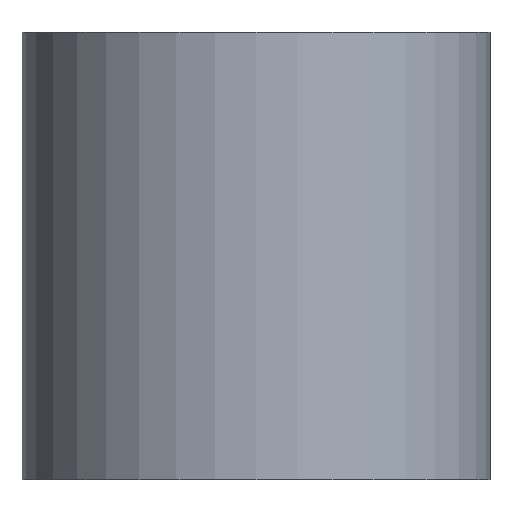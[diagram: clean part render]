
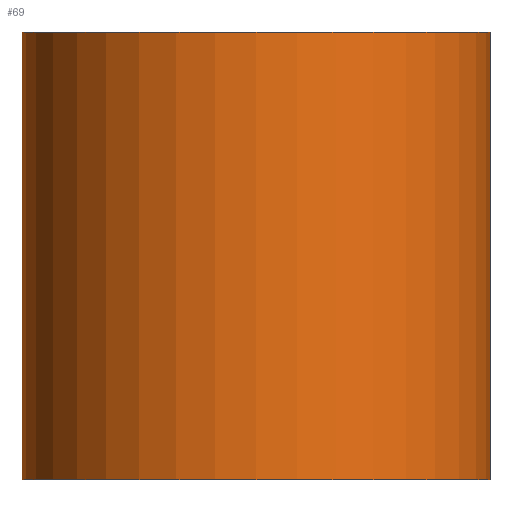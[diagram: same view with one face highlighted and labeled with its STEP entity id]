
A CAD part, front view. The second image highlights one B-rep face of the part: STEP entity #69.
In plain terms, the highlighted cylindrical face has radius 13.6 mm (diameter 27.2 mm), a partial arc.
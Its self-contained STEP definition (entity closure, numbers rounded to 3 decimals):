
#2 = EDGE_CURVE ( 'NONE', #112, #195, #153, .T. ) ;
#5 = DIRECTION ( 'NONE',  ( 1., 0., 0. ) ) ;
#7 = CARTESIAN_POINT ( 'NONE',  ( 0., 0., 26. ) ) ;
#9 = ORIENTED_EDGE ( 'NONE', *, *, #237, .T. ) ;
#12 = ORIENTED_EDGE ( 'NONE', *, *, #254, .F. ) ;
#49 = AXIS2_PLACEMENT_3D ( 'NONE', #334, #202, #71 ) ;
#59 = AXIS2_PLACEMENT_3D ( 'NONE', #7, #321, #5 ) ;
#62 = EDGE_LOOP ( 'NONE', ( #89, #12, #9, #245 ) ) ;
#69 = ADVANCED_FACE ( 'NONE', ( #225 ), #227, .T. ) ;
#71 = DIRECTION ( 'NONE',  ( -1., 0., 0. ) ) ;
#78 = DIRECTION ( 'NONE',  ( 1., 0., 0. ) ) ;
#89 = ORIENTED_EDGE ( 'NONE', *, *, #2, .F. ) ;
#99 = AXIS2_PLACEMENT_3D ( 'NONE', #102, #130, #78 ) ;
#102 = CARTESIAN_POINT ( 'NONE',  ( 0., 0., 0. ) ) ;
#111 = CIRCLE ( 'NONE', #99, 13.6 ) ;
#112 = VERTEX_POINT ( 'NONE', #287 ) ;
#123 = DIRECTION ( 'NONE',  ( 0., 0., -1. ) ) ;
#125 = CIRCLE ( 'NONE', #59, 13.6 ) ;
#130 = DIRECTION ( 'NONE',  ( 0., 0., 1. ) ) ;
#153 = LINE ( 'NONE', #178, #341 ) ;
#178 = CARTESIAN_POINT ( 'NONE',  ( 13.6, 0., 26. ) ) ;
#195 = VERTEX_POINT ( 'NONE', #283 ) ;
#202 = DIRECTION ( 'NONE',  ( 0., 0., -1. ) ) ;
#207 = EDGE_CURVE ( 'NONE', #217, #195, #111, .T. ) ;
#217 = VERTEX_POINT ( 'NONE', #230 ) ;
#225 = FACE_OUTER_BOUND ( 'NONE', #62, .T. ) ;
#227 = CYLINDRICAL_SURFACE ( 'NONE', #49, 13.6 ) ;
#230 = CARTESIAN_POINT ( 'NONE',  ( -13.6, 0., 0. ) ) ;
#237 = EDGE_CURVE ( 'NONE', #274, #217, #293, .T. ) ;
#245 = ORIENTED_EDGE ( 'NONE', *, *, #207, .T. ) ;
#254 = EDGE_CURVE ( 'NONE', #274, #112, #125, .T. ) ;
#263 = CARTESIAN_POINT ( 'NONE',  ( -13.6, 0., 26. ) ) ;
#274 = VERTEX_POINT ( 'NONE', #298 ) ;
#283 = CARTESIAN_POINT ( 'NONE',  ( 13.6, 0., 0. ) ) ;
#287 = CARTESIAN_POINT ( 'NONE',  ( 13.6, 0., 26. ) ) ;
#292 = VECTOR ( 'NONE', #330, 1000. ) ;
#293 = LINE ( 'NONE', #263, #292 ) ;
#298 = CARTESIAN_POINT ( 'NONE',  ( -13.6, 0., 26. ) ) ;
#321 = DIRECTION ( 'NONE',  ( 0., 0., 1. ) ) ;
#330 = DIRECTION ( 'NONE',  ( 0., 0., -1. ) ) ;
#334 = CARTESIAN_POINT ( 'NONE',  ( 0., 0., 26. ) ) ;
#341 = VECTOR ( 'NONE', #123, 1000. ) ;
